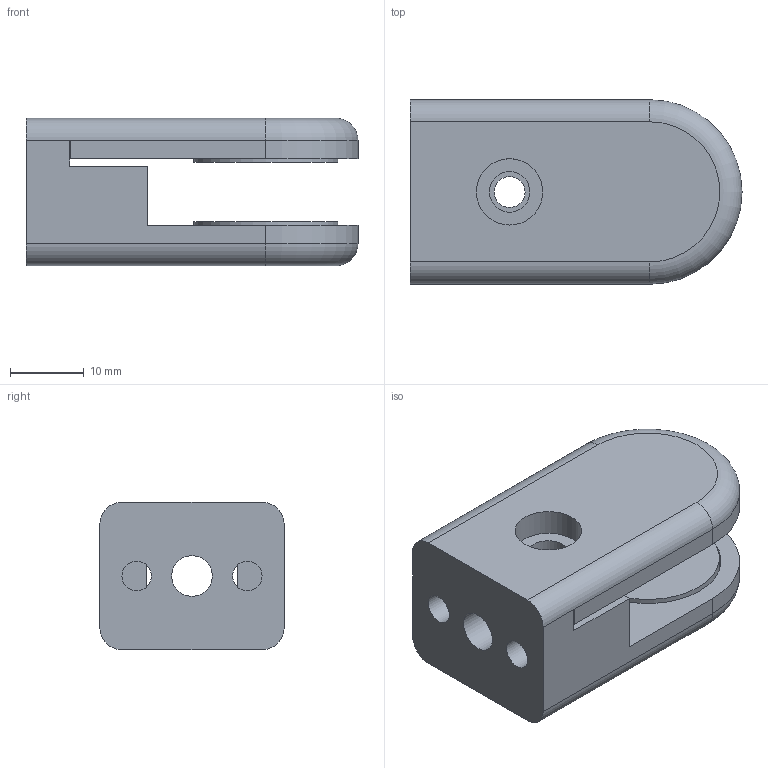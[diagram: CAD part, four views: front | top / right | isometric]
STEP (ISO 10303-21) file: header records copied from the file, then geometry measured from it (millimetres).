
FILE_DESCRIPTION(/* description */ ('STEP AP214'),/* implementation_level */ '2;1');
FILE_NAME(/* name */ '093310',/* time_stamp */ '2022-07-14T09:50:14+02:00',/* author */ ('License CC BY-ND 4.0'),/* organization */ ('CADENAS'),/* preprocessor_version */ 'ST-DEVELOPER v18.102',/* originating_system */ 'PARTsolutions',/* authorisation */ ' ');
FILE_SCHEMA (('AUTOMOTIVE_DESIGN {1 0 10303 214 3 1 1}'));
Length unit declared in the file: millimetre
Products named in the file (1): 093310
Bounding box: 45 x 25 x 20 mm (x, y, z)
Volume: 12859.9 mm3; surface area: 6813.8 mm2
Topology: 1 solids, 1 shells, 45 faces, 108 edges, 70 vertices
Faces by surface type: plane 27, cylinder 16, torus 2
Full cylindrical faces by diameter (mm): 4 x2, 4.2 x1, 5.5 x2, 9 x1, 19.5 x2, 20 x2
Entity records: 1599 total; most frequent: DIRECTION 222, CARTESIAN_POINT 210, ORIENTED_EDGE 192, EDGE_CURVE 96, AXIS2_PLACEMENT_3D 80, EDGE_LOOP 70, FACE_BOUND 70, VERTEX_POINT 68
